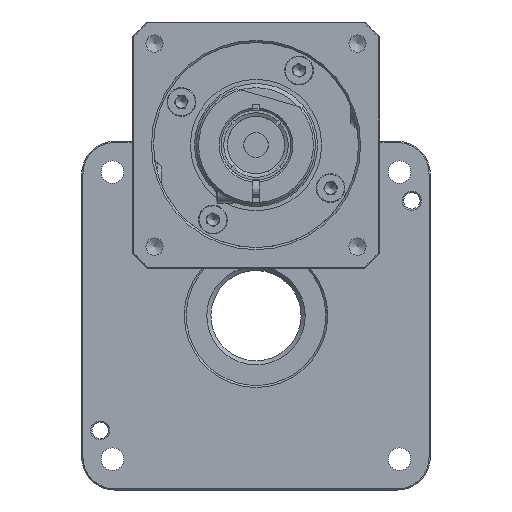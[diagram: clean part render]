
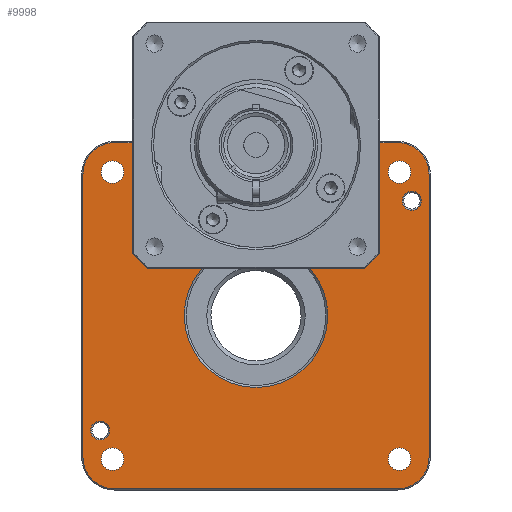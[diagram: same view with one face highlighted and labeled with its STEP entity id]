
A CAD part, front view. The second image highlights one B-rep face of the part: STEP entity #9998.
In plain terms, the highlighted planar face has unit normal (0, -1, 0).
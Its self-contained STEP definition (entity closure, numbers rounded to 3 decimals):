
#2317=CARTESIAN_POINT('',(-35.0,0.,32.25));
#2318=VERTEX_POINT('',#2317);
#2319=CARTESIAN_POINT('',(-35.0,0.,35.0));
#2320=DIRECTION('',(0.0,-1.0,0.0));
#2321=DIRECTION('',(0.0,0.0,1.0));
#2322=AXIS2_PLACEMENT_3D('',#2319,#2320,#2321);
#2323=CIRCLE('',#2322,2.75);
#2324=EDGE_CURVE('',#2318,#2318,#2323,.T.);
#2345=CARTESIAN_POINT('',(35.0,0.,32.25));
#2346=VERTEX_POINT('',#2345);
#2347=CARTESIAN_POINT('',(35.0,0.,35.0));
#2348=DIRECTION('',(0.0,-1.0,0.0));
#2349=DIRECTION('',(0.0,0.0,1.0));
#2350=AXIS2_PLACEMENT_3D('',#2347,#2348,#2349);
#2351=CIRCLE('',#2350,2.75);
#2352=EDGE_CURVE('',#2346,#2346,#2351,.T.);
#2373=CARTESIAN_POINT('',(-35.0,0.,-37.75));
#2374=VERTEX_POINT('',#2373);
#2375=CARTESIAN_POINT('',(-35.0,0.,-35.0));
#2376=DIRECTION('',(0.0,-1.0,0.0));
#2377=DIRECTION('',(0.0,0.0,1.0));
#2378=AXIS2_PLACEMENT_3D('',#2375,#2376,#2377);
#2379=CIRCLE('',#2378,2.75);
#2380=EDGE_CURVE('',#2374,#2374,#2379,.T.);
#2401=CARTESIAN_POINT('',(35.0,0.,-37.75));
#2402=VERTEX_POINT('',#2401);
#2403=CARTESIAN_POINT('',(35.0,0.,-35.0));
#2404=DIRECTION('',(0.0,-1.0,0.0));
#2405=DIRECTION('',(0.0,0.0,1.0));
#2406=AXIS2_PLACEMENT_3D('',#2403,#2404,#2405);
#2407=CIRCLE('',#2406,2.75);
#2408=EDGE_CURVE('',#2402,#2402,#2407,.T.);
#2708=CARTESIAN_POINT('',(38.0,0.,30.3));
#2709=VERTEX_POINT('',#2708);
#2710=CARTESIAN_POINT('',(38.0,0.,28.));
#2711=DIRECTION('',(0.0,1.0,0.0));
#2712=DIRECTION('',(0.0,0.0,1.0));
#2713=AXIS2_PLACEMENT_3D('',#2710,#2711,#2712);
#2714=CIRCLE('',#2713,2.3);
#2715=EDGE_CURVE('',#2709,#2709,#2714,.T.);
#2748=CARTESIAN_POINT('',(-38.0,0.,-25.7));
#2749=VERTEX_POINT('',#2748);
#2750=CARTESIAN_POINT('',(-38.0,0.,-28.));
#2751=DIRECTION('',(0.0,1.0,0.0));
#2752=DIRECTION('',(0.0,0.0,1.0));
#2753=AXIS2_PLACEMENT_3D('',#2750,#2751,#2752);
#2754=CIRCLE('',#2753,2.3);
#2755=EDGE_CURVE('',#2749,#2749,#2754,.T.);
#4181=CARTESIAN_POINT('',(-25.705,0.,45.504));
#4182=VERTEX_POINT('',#4181);
#4183=CARTESIAN_POINT('',(25.705,0.,45.504));
#4184=VERTEX_POINT('',#4183);
#4192=CARTESIAN_POINT('',(-6.224,0.,16.356));
#4193=VERTEX_POINT('',#4192);
#4194=CARTESIAN_POINT('',(0.,0.0,41.6));
#4195=DIRECTION('',(0.0,1.0,0.0));
#4196=DIRECTION('',(1.0,0.0,0.0));
#4197=AXIS2_PLACEMENT_3D('',#4194,#4195,#4196);
#4198=CIRCLE('',#4197,26.0);
#4199=EDGE_CURVE('',#4193,#4182,#4198,.T.);
#4201=CARTESIAN_POINT('',(6.224,0.,16.356));
#4202=VERTEX_POINT('',#4201);
#4210=CARTESIAN_POINT('',(0.,0.,41.6));
#4211=DIRECTION('',(0.0,1.0,0.0));
#4212=DIRECTION('',(0.,0.0,1.));
#4213=AXIS2_PLACEMENT_3D('',#4210,#4211,#4212);
#4214=CIRCLE('',#4213,26.);
#4215=EDGE_CURVE('',#4184,#4202,#4214,.T.);
#8382=CARTESIAN_POINT('',(31.247,0.,42.2));
#8383=VERTEX_POINT('',#8382);
#8390=CARTESIAN_POINT('',(34.5,0.,42.2));
#8391=VERTEX_POINT('',#8390);
#8392=CARTESIAN_POINT('',(34.5,0.,42.2));
#8393=DIRECTION('',(-1.0,0.0,0.0));
#8394=VECTOR('',#8393,3.253);
#8395=LINE('',#8392,#8394);
#8396=EDGE_CURVE('',#8391,#8383,#8395,.T.);
#8420=CARTESIAN_POINT('',(42.2,0.,34.5));
#8421=VERTEX_POINT('',#8420);
#8438=CARTESIAN_POINT('',(34.5,0.,34.5));
#8439=DIRECTION('',(0.0,-1.0,0.0));
#8440=DIRECTION('',(0.0,0.0,1.0));
#8441=AXIS2_PLACEMENT_3D('',#8438,#8439,#8440);
#8442=CIRCLE('',#8441,7.7);
#8443=EDGE_CURVE('',#8421,#8391,#8442,.T.);
#8460=CARTESIAN_POINT('',(31.247,0.,48.5));
#8461=DIRECTION('',(0.0,1.0,0.0));
#8462=DIRECTION('',(0.0,0.0,1.0));
#8463=AXIS2_PLACEMENT_3D('',#8460,#8461,#8462);
#8464=CIRCLE('',#8463,6.3);
#8465=EDGE_CURVE('',#8383,#4184,#8464,.T.);
#8483=CARTESIAN_POINT('',(42.2,0.,-34.5));
#8484=VERTEX_POINT('',#8483);
#8500=CARTESIAN_POINT('',(42.2,0.,-34.5));
#8501=DIRECTION('',(0.0,0.0,1.0));
#8502=VECTOR('',#8501,69.0);
#8503=LINE('',#8500,#8502);
#8504=EDGE_CURVE('',#8484,#8421,#8503,.T.);
#8531=CARTESIAN_POINT('',(34.5,0.,-42.2));
#8532=VERTEX_POINT('',#8531);
#8549=CARTESIAN_POINT('',(34.5,0.,-34.5));
#8550=DIRECTION('',(0.0,-1.0,0.0));
#8551=DIRECTION('',(0.0,0.0,1.0));
#8552=AXIS2_PLACEMENT_3D('',#8549,#8550,#8551);
#8553=CIRCLE('',#8552,7.7);
#8554=EDGE_CURVE('',#8532,#8484,#8553,.T.);
#8566=CARTESIAN_POINT('',(-31.247,0.,42.2));
#8567=VERTEX_POINT('',#8566);
#8574=CARTESIAN_POINT('',(-31.247,0.,48.5));
#8575=DIRECTION('',(0.0,1.0,0.0));
#8576=DIRECTION('',(0.0,0.0,1.0));
#8577=AXIS2_PLACEMENT_3D('',#8574,#8575,#8576);
#8578=CIRCLE('',#8577,6.3);
#8579=EDGE_CURVE('',#4182,#8567,#8578,.T.);
#8598=CARTESIAN_POINT('',(-34.5,0.,-42.2));
#8599=VERTEX_POINT('',#8598);
#8615=CARTESIAN_POINT('',(-34.5,0.,-42.2));
#8616=DIRECTION('',(1.0,0.0,0.0));
#8617=VECTOR('',#8616,69.0);
#8618=LINE('',#8615,#8617);
#8619=EDGE_CURVE('',#8599,#8532,#8618,.T.);
#8631=CARTESIAN_POINT('',(-34.5,0.,42.2));
#8632=VERTEX_POINT('',#8631);
#8639=CARTESIAN_POINT('',(-31.247,0.,42.2));
#8640=DIRECTION('',(-1.0,0.0,0.0));
#8641=VECTOR('',#8640,3.253);
#8642=LINE('',#8639,#8641);
#8643=EDGE_CURVE('',#8567,#8632,#8642,.T.);
#8660=CARTESIAN_POINT('',(-42.2,0.,-34.5));
#8661=VERTEX_POINT('',#8660);
#8678=CARTESIAN_POINT('',(-34.5,0.,-34.5));
#8679=DIRECTION('',(0.0,-1.0,0.0));
#8680=DIRECTION('',(0.0,0.0,1.0));
#8681=AXIS2_PLACEMENT_3D('',#8678,#8679,#8680);
#8682=CIRCLE('',#8681,7.7);
#8683=EDGE_CURVE('',#8661,#8599,#8682,.T.);
#8695=CARTESIAN_POINT('',(-42.2,0.,34.5));
#8696=VERTEX_POINT('',#8695);
#8703=CARTESIAN_POINT('',(-34.5,0.,34.5));
#8704=DIRECTION('',(0.0,-1.0,0.0));
#8705=DIRECTION('',(0.0,0.0,1.0));
#8706=AXIS2_PLACEMENT_3D('',#8703,#8704,#8705);
#8707=CIRCLE('',#8706,7.7);
#8708=EDGE_CURVE('',#8632,#8696,#8707,.T.);
#8727=CARTESIAN_POINT('',(-42.2,0.,34.5));
#8728=DIRECTION('',(0.0,0.0,-1.0));
#8729=VECTOR('',#8728,69.0);
#8730=LINE('',#8727,#8729);
#8731=EDGE_CURVE('',#8696,#8661,#8730,.T.);
#9948=CARTESIAN_POINT('',(0.0,0.0,0.0));
#9949=DIRECTION('',(0.0,1.0,0.0));
#9950=DIRECTION('',(0.0,0.0,1.0));
#9951=AXIS2_PLACEMENT_3D('',#9948,#9949,#9950);
#9952=CIRCLE('',#9951,17.5);
#9953=EDGE_CURVE('',#4202,#4193,#9952,.T.);
#9959=CARTESIAN_POINT('',(0.0,0.0,0.0));
#9960=DIRECTION('',(0.0,-1.0,0.0));
#9961=DIRECTION('',(0.0,0.0,-1.0));
#9962=AXIS2_PLACEMENT_3D('',#9959,#9960,#9961);
#9963=PLANE('',#9962);
#9964=ORIENTED_EDGE('',*,*,#9953,.T.);
#9965=ORIENTED_EDGE('',*,*,#4199,.T.);
#9966=ORIENTED_EDGE('',*,*,#8579,.T.);
#9967=ORIENTED_EDGE('',*,*,#8643,.T.);
#9968=ORIENTED_EDGE('',*,*,#8708,.T.);
#9969=ORIENTED_EDGE('',*,*,#8731,.T.);
#9970=ORIENTED_EDGE('',*,*,#8683,.T.);
#9971=ORIENTED_EDGE('',*,*,#8619,.T.);
#9972=ORIENTED_EDGE('',*,*,#8554,.T.);
#9973=ORIENTED_EDGE('',*,*,#8504,.T.);
#9974=ORIENTED_EDGE('',*,*,#8443,.T.);
#9975=ORIENTED_EDGE('',*,*,#8396,.T.);
#9976=ORIENTED_EDGE('',*,*,#8465,.T.);
#9977=ORIENTED_EDGE('',*,*,#4215,.T.);
#9978=EDGE_LOOP('',(#9964,#9965,#9966,#9967,#9968,#9969,#9970,#9971,#9972,#9973,#9974,#9975,#9976,#9977));
#9979=FACE_OUTER_BOUND('',#9978,.T.);
#9980=ORIENTED_EDGE('',*,*,#2352,.F.);
#9981=EDGE_LOOP('',(#9980));
#9982=FACE_BOUND('',#9981,.T.);
#9983=ORIENTED_EDGE('',*,*,#2408,.F.);
#9984=EDGE_LOOP('',(#9983));
#9985=FACE_BOUND('',#9984,.T.);
#9986=ORIENTED_EDGE('',*,*,#2380,.F.);
#9987=EDGE_LOOP('',(#9986));
#9988=FACE_BOUND('',#9987,.T.);
#9989=ORIENTED_EDGE('',*,*,#2755,.T.);
#9990=EDGE_LOOP('',(#9989));
#9991=FACE_BOUND('',#9990,.T.);
#9992=ORIENTED_EDGE('',*,*,#2715,.T.);
#9993=EDGE_LOOP('',(#9992));
#9994=FACE_BOUND('',#9993,.T.);
#9995=ORIENTED_EDGE('',*,*,#2324,.F.);
#9996=EDGE_LOOP('',(#9995));
#9997=FACE_BOUND('',#9996,.T.);
#9998=ADVANCED_FACE('',(#9979,#9982,#9985,#9988,#9991,#9994,#9997),#9963,.T.);
